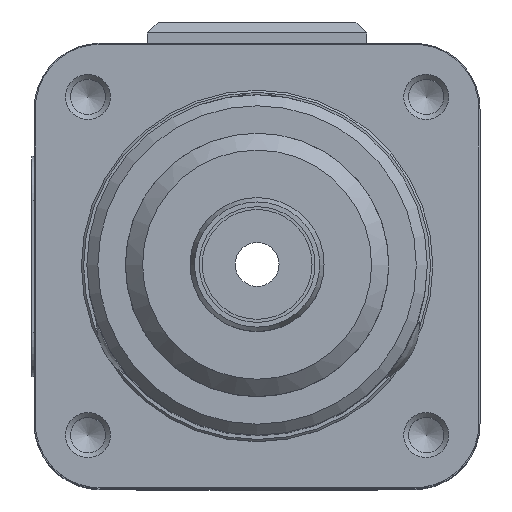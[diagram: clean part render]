
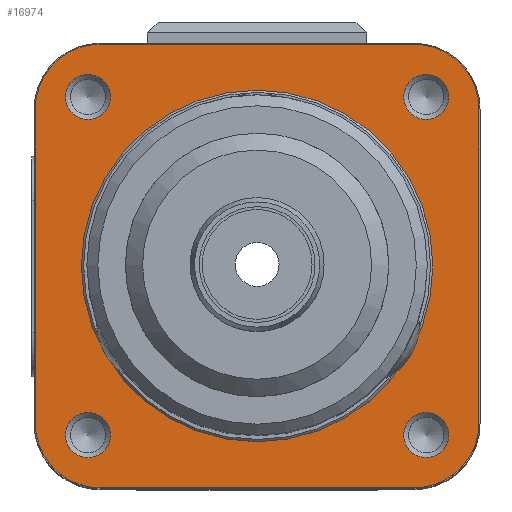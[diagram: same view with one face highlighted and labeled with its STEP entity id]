
A CAD part, top view. The second image highlights one B-rep face of the part: STEP entity #16974.
In plain terms, the highlighted planar face has unit normal (0, 0, 1).
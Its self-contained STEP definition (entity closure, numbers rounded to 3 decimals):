
#733=FACE_BOUND('',#3973,.T.);
#734=FACE_BOUND('',#3974,.T.);
#735=FACE_BOUND('',#3975,.T.);
#736=FACE_BOUND('',#3976,.T.);
#737=FACE_BOUND('',#3977,.T.);
#1163=PLANE('',#17890);
#2893=FACE_OUTER_BOUND('',#3972,.T.);
#3972=EDGE_LOOP('',(#15733,#15734,#15735,#15736,#15737,#15738,#15739,#15740));
#3973=EDGE_LOOP('',(#15741));
#3974=EDGE_LOOP('',(#15742));
#3975=EDGE_LOOP('',(#15743));
#3976=EDGE_LOOP('',(#15744));
#3977=EDGE_LOOP('',(#15745));
#4170=CIRCLE('',#17810,1.025);
#4173=CIRCLE('',#17816,1.025);
#4176=CIRCLE('',#17822,1.025);
#4179=CIRCLE('',#17828,1.025);
#4199=CIRCLE('',#17868,8.);
#4212=CIRCLE('',#17891,2.95);
#4213=CIRCLE('',#17892,2.95);
#4214=CIRCLE('',#17893,2.95);
#4215=CIRCLE('',#17894,2.95);
#5635=LINE('',#47945,#7057);
#5636=LINE('',#47949,#7058);
#5637=LINE('',#47953,#7059);
#5638=LINE('',#47956,#7060);
#7057=VECTOR('',#20853,1000.);
#7058=VECTOR('',#20856,1000.);
#7059=VECTOR('',#20859,1000.);
#7060=VECTOR('',#20862,1000.);
#8588=VERTEX_POINT('',#47748);
#8592=VERTEX_POINT('',#47761);
#8596=VERTEX_POINT('',#47774);
#8600=VERTEX_POINT('',#47787);
#8625=VERTEX_POINT('',#47872);
#8650=VERTEX_POINT('',#47941);
#8651=VERTEX_POINT('',#47942);
#8652=VERTEX_POINT('',#47944);
#8653=VERTEX_POINT('',#47946);
#8654=VERTEX_POINT('',#47948);
#8655=VERTEX_POINT('',#47950);
#8656=VERTEX_POINT('',#47952);
#8657=VERTEX_POINT('',#47954);
#10940=EDGE_CURVE('',#8588,#8588,#4170,.T.);
#10946=EDGE_CURVE('',#8592,#8592,#4173,.T.);
#10952=EDGE_CURVE('',#8596,#8596,#4176,.T.);
#10958=EDGE_CURVE('',#8600,#8600,#4179,.T.);
#10997=EDGE_CURVE('',#8625,#8625,#4199,.T.);
#11031=EDGE_CURVE('',#8650,#8651,#4212,.T.);
#11032=EDGE_CURVE('',#8651,#8652,#5635,.T.);
#11033=EDGE_CURVE('',#8652,#8653,#4213,.T.);
#11034=EDGE_CURVE('',#8653,#8654,#5636,.T.);
#11035=EDGE_CURVE('',#8654,#8655,#4214,.T.);
#11036=EDGE_CURVE('',#8655,#8656,#5637,.T.);
#11037=EDGE_CURVE('',#8656,#8657,#4215,.T.);
#11038=EDGE_CURVE('',#8657,#8650,#5638,.T.);
#15733=ORIENTED_EDGE('',*,*,#11031,.T.);
#15734=ORIENTED_EDGE('',*,*,#11032,.T.);
#15735=ORIENTED_EDGE('',*,*,#11033,.T.);
#15736=ORIENTED_EDGE('',*,*,#11034,.T.);
#15737=ORIENTED_EDGE('',*,*,#11035,.T.);
#15738=ORIENTED_EDGE('',*,*,#11036,.T.);
#15739=ORIENTED_EDGE('',*,*,#11037,.T.);
#15740=ORIENTED_EDGE('',*,*,#11038,.T.);
#15741=ORIENTED_EDGE('',*,*,#10997,.F.);
#15742=ORIENTED_EDGE('',*,*,#10958,.F.);
#15743=ORIENTED_EDGE('',*,*,#10952,.F.);
#15744=ORIENTED_EDGE('',*,*,#10946,.F.);
#15745=ORIENTED_EDGE('',*,*,#10940,.F.);
#16974=ADVANCED_FACE('',(#2893,#733,#734,#735,#736,#737),#1163,.F.);
#17810=AXIS2_PLACEMENT_3D('',#47750,#20640,#20641);
#17816=AXIS2_PLACEMENT_3D('',#47763,#20655,#20656);
#17822=AXIS2_PLACEMENT_3D('',#47776,#20670,#20671);
#17828=AXIS2_PLACEMENT_3D('',#47789,#20685,#20686);
#17868=AXIS2_PLACEMENT_3D('',#47873,#20784,#20785);
#17890=AXIS2_PLACEMENT_3D('',#47940,#20849,#20850);
#17891=AXIS2_PLACEMENT_3D('',#47943,#20851,#20852);
#17892=AXIS2_PLACEMENT_3D('',#47947,#20854,#20855);
#17893=AXIS2_PLACEMENT_3D('',#47951,#20857,#20858);
#17894=AXIS2_PLACEMENT_3D('',#47955,#20860,#20861);
#20640=DIRECTION('center_axis',(0.,0.,1.));
#20641=DIRECTION('ref_axis',(1.,0.,0.));
#20655=DIRECTION('center_axis',(0.,0.,1.));
#20656=DIRECTION('ref_axis',(1.,0.,0.));
#20670=DIRECTION('center_axis',(0.,0.,1.));
#20671=DIRECTION('ref_axis',(1.,0.,0.));
#20685=DIRECTION('center_axis',(0.,0.,1.));
#20686=DIRECTION('ref_axis',(1.,0.,0.));
#20784=DIRECTION('center_axis',(0.,0.,1.));
#20785=DIRECTION('ref_axis',(-1.,0.,0.));
#20849=DIRECTION('center_axis',(0.,0.,-1.));
#20850=DIRECTION('ref_axis',(-1.,0.,0.));
#20851=DIRECTION('center_axis',(0.,0.,1.));
#20852=DIRECTION('ref_axis',(1.,0.,0.));
#20853=DIRECTION('',(0.,1.,0.));
#20854=DIRECTION('center_axis',(0.,0.,1.));
#20855=DIRECTION('ref_axis',(1.,0.,0.));
#20856=DIRECTION('',(-1.,0.,0.));
#20857=DIRECTION('center_axis',(0.,0.,1.));
#20858=DIRECTION('ref_axis',(1.,0.,0.));
#20859=DIRECTION('',(0.,-1.,0.));
#20860=DIRECTION('center_axis',(0.,0.,1.));
#20861=DIRECTION('ref_axis',(1.,0.,0.));
#20862=DIRECTION('',(1.,0.,0.));
#47748=CARTESIAN_POINT('',(-8.725,7.7,13.));
#47750=CARTESIAN_POINT('Origin',(-7.7,7.7,13.));
#47761=CARTESIAN_POINT('',(6.675,7.7,13.));
#47763=CARTESIAN_POINT('Origin',(7.7,7.7,13.));
#47774=CARTESIAN_POINT('',(6.675,-7.7,13.));
#47776=CARTESIAN_POINT('Origin',(7.7,-7.7,13.));
#47787=CARTESIAN_POINT('',(-8.725,-7.7,13.));
#47789=CARTESIAN_POINT('Origin',(-7.7,-7.7,13.));
#47872=CARTESIAN_POINT('',(8.,0.,13.));
#47873=CARTESIAN_POINT('Origin',(0.,0.,13.));
#47940=CARTESIAN_POINT('Origin',(10.15,-10.15,13.));
#47941=CARTESIAN_POINT('',(7.15,-10.1,13.));
#47942=CARTESIAN_POINT('',(10.1,-7.15,13.));
#47943=CARTESIAN_POINT('Origin',(7.15,-7.15,13.));
#47944=CARTESIAN_POINT('',(10.1,7.15,13.));
#47945=CARTESIAN_POINT('',(10.1,-7.15,13.));
#47946=CARTESIAN_POINT('',(7.15,10.1,13.));
#47947=CARTESIAN_POINT('Origin',(7.15,7.15,13.));
#47948=CARTESIAN_POINT('',(-7.15,10.1,13.));
#47949=CARTESIAN_POINT('',(7.15,10.1,13.));
#47950=CARTESIAN_POINT('',(-10.1,7.15,13.));
#47951=CARTESIAN_POINT('Origin',(-7.15,7.15,13.));
#47952=CARTESIAN_POINT('',(-10.1,-7.15,13.));
#47953=CARTESIAN_POINT('',(-10.1,7.15,13.));
#47954=CARTESIAN_POINT('',(-7.15,-10.1,13.));
#47955=CARTESIAN_POINT('Origin',(-7.15,-7.15,13.));
#47956=CARTESIAN_POINT('',(-7.15,-10.1,13.));
